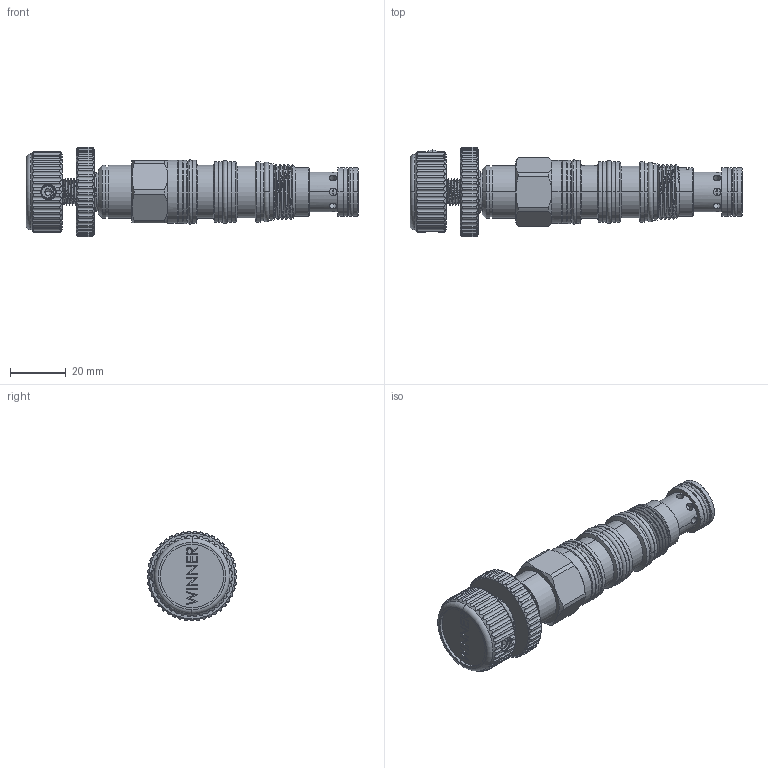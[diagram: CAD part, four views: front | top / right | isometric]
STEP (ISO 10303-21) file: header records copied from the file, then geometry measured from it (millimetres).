
FILE_DESCRIPTION (( 'STEP AP203' ), '1' );
FILE_NAME ('RV21A40-K.STEP', '2020-03-25T00:31:57', ( '' ), ( '' ), 'SwSTEP 2.0', 'SolidWorks 2018', '' );
FILE_SCHEMA (( 'CONFIG_CONTROL_DESIGN' ));
Products named in the file (1): RV21A40-K
Bounding box: 118.94 x 32.2 x 32.18 mm (x, y, z)
Volume: 40349.4 mm3; surface area: 18805.8 mm2
Topology: 12 solids, 13 shells, 1400 faces, 3909 edges, 2489 vertices
Faces by surface type: cylinder 898, plane 230, cone 110, torus 94, bspline 60, sphere 8
Entity records: 101671 total; most frequent: CARTESIAN_POINT 68112, ORIENTED_EDGE 7754, DIRECTION 5717, EDGE_CURVE 3877, VERTEX_POINT 2483, AXIS2_PLACEMENT_3D 2205, EDGE_LOOP 1830, B_SPLINE_CURVE_WITH_KNOTS 1523
